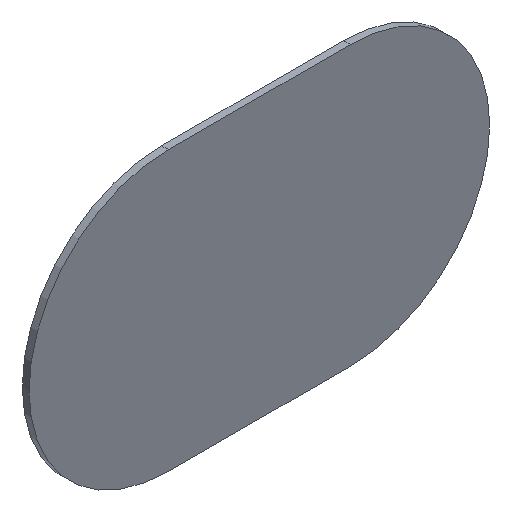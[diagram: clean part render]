
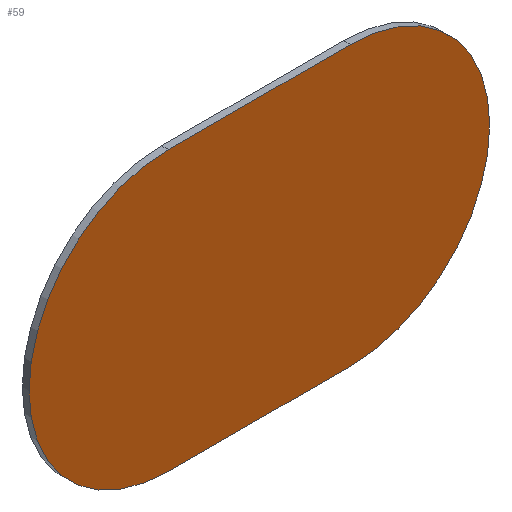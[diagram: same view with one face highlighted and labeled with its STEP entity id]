
A CAD part, isometric view. The second image highlights one B-rep face of the part: STEP entity #59.
In plain terms, the highlighted planar face has unit normal (0, -1, 0).
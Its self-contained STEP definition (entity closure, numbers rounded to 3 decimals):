
#1 = PLANE ( 'NONE',  #19 ) ;
#3 = CARTESIAN_POINT ( 'NONE',  ( -40.5, -3., 62. ) ) ;
#9 = VERTEX_POINT ( 'NONE', #142 ) ;
#17 = ORIENTED_EDGE ( 'NONE', *, *, #210, .F. ) ;
#19 = AXIS2_PLACEMENT_3D ( 'NONE', #23, #83, #163 ) ;
#20 = AXIS2_PLACEMENT_3D ( 'NONE', #241, #122, #192 ) ;
#23 = CARTESIAN_POINT ( 'NONE',  ( 40.5, -3., 0. ) ) ;
#34 = CARTESIAN_POINT ( 'NONE',  ( -40.5, -3., -62. ) ) ;
#36 = ORIENTED_EDGE ( 'NONE', *, *, #52, .F. ) ;
#48 = VERTEX_POINT ( 'NONE', #3 ) ;
#52 = EDGE_CURVE ( 'NONE', #9, #48, #94, .T. ) ;
#59 = ADVANCED_FACE ( 'NONE', ( #121 ), #1, .T. ) ;
#66 = CARTESIAN_POINT ( 'NONE',  ( 40.5, -3., 62. ) ) ;
#73 = EDGE_LOOP ( 'NONE', ( #17, #129, #36, #212 ) ) ;
#82 = LINE ( 'NONE', #215, #191 ) ;
#83 = DIRECTION ( 'NONE',  ( 0., -1., 0. ) ) ;
#94 = CIRCLE ( 'NONE', #20, 62. ) ;
#100 = LINE ( 'NONE', #34, #176 ) ;
#102 = EDGE_CURVE ( 'NONE', #48, #229, #82, .T. ) ;
#113 = CIRCLE ( 'NONE', #231, 62. ) ;
#118 = DIRECTION ( 'NONE',  ( -1., 0., 0. ) ) ;
#121 = FACE_OUTER_BOUND ( 'NONE', #73, .T. ) ;
#122 = DIRECTION ( 'NONE',  ( 0., 1., 0. ) ) ;
#126 = DIRECTION ( 'NONE',  ( 0., 1., 0. ) ) ;
#129 = ORIENTED_EDGE ( 'NONE', *, *, #102, .F. ) ;
#132 = CARTESIAN_POINT ( 'NONE',  ( 40.5, -3., -62. ) ) ;
#142 = CARTESIAN_POINT ( 'NONE',  ( -40.5, -3., -62. ) ) ;
#152 = DIRECTION ( 'NONE',  ( 1., 0., 0. ) ) ;
#153 = DIRECTION ( 'NONE',  ( 0., 0., -1. ) ) ;
#163 = DIRECTION ( 'NONE',  ( 0., 0., -1. ) ) ;
#165 = VERTEX_POINT ( 'NONE', #132 ) ;
#176 = VECTOR ( 'NONE', #118, 1000. ) ;
#177 = CARTESIAN_POINT ( 'NONE',  ( 40.5, -3., 0. ) ) ;
#191 = VECTOR ( 'NONE', #152, 1000. ) ;
#192 = DIRECTION ( 'NONE',  ( 0., 0., 1. ) ) ;
#203 = EDGE_CURVE ( 'NONE', #165, #9, #100, .T. ) ;
#210 = EDGE_CURVE ( 'NONE', #229, #165, #113, .T. ) ;
#212 = ORIENTED_EDGE ( 'NONE', *, *, #203, .F. ) ;
#215 = CARTESIAN_POINT ( 'NONE',  ( -40.5, -3., 62. ) ) ;
#229 = VERTEX_POINT ( 'NONE', #66 ) ;
#231 = AXIS2_PLACEMENT_3D ( 'NONE', #177, #126, #153 ) ;
#241 = CARTESIAN_POINT ( 'NONE',  ( -40.5, -3., 0. ) ) ;
